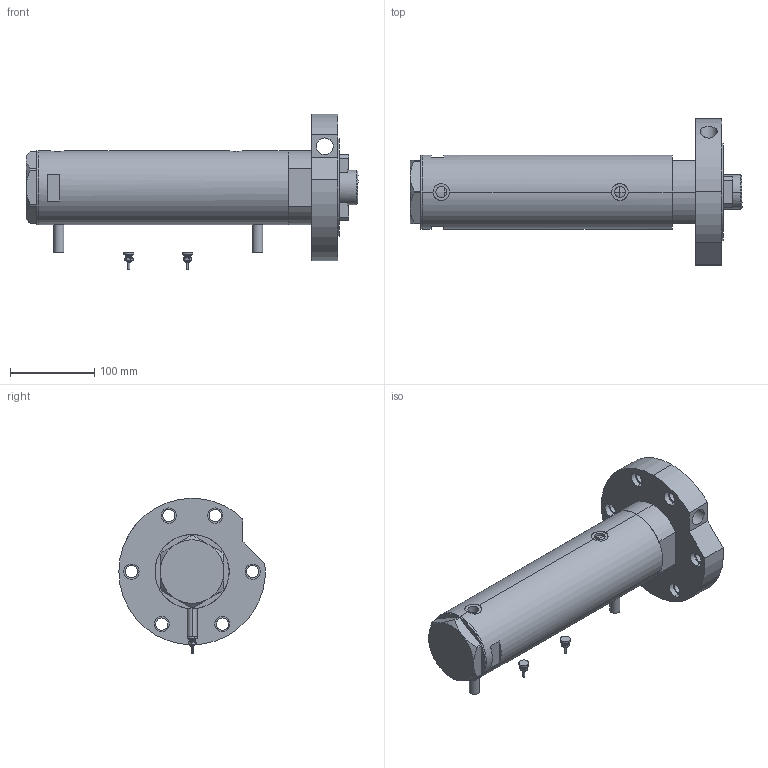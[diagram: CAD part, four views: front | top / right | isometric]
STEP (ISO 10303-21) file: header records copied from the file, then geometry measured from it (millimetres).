
FILE_DESCRIPTION (( 'STEP AP203' ), '1' );
FILE_NAME ('a436.STEP', '2024-03-12T11:35:10', ( '' ), ( '' ), 'SwSTEP 2.0', 'SolidWorks 2019', '' );
FILE_SCHEMA (( 'CONFIG_CONTROL_DESIGN' ));
Length unit declared in the file: millimetre
Products named in the file (8): V270CG_BACK 7ec80bbdba1c6f533b8c2ce31e5cf5d2; a436; Switch 7ec80bbdba1c6f533b8c2ce31e5cf5d2; V270CG_MIDDLE 7ec80bbdba1c6f533b8c2ce31e5cf5d2; V270CG_RF211D 7ec80bbdba1c6f533b8c2ce31e5cf5d2; V270CG_RF211E 7ec80bbdba1c6f533b8c2ce31e5cf5d2; V270CG_FRONT 7ec80bbdba1c6f533b8c2ce31e5cf5d2; V270CG_VC 7ec80bbdba1c6f533b8c2ce31e5cf5d2
Assembly tree (9 placements, depth 2):
  a436
    V270CG_MIDDLE 7ec80bbdba1c6f533b8c2ce31e5cf5d2
    V270CG_BACK 7ec80bbdba1c6f533b8c2ce31e5cf5d2
    V270CG_FRONT 7ec80bbdba1c6f533b8c2ce31e5cf5d2
    V270CG_VC 7ec80bbdba1c6f533b8c2ce31e5cf5d2
    V270CG_RF211D 7ec80bbdba1c6f533b8c2ce31e5cf5d2  x2
    V270CG_RF211E 7ec80bbdba1c6f533b8c2ce31e5cf5d2
    Switch 7ec80bbdba1c6f533b8c2ce31e5cf5d2  x2
Bounding box: 394.3 x 173.83 x 184.5 mm (x, y, z)
Volume: 2571561 mm3; surface area: 367326.2 mm2
Topology: 9 solids, 9 shells, 297 faces, 666 edges, 415 vertices
Faces by surface type: cylinder 118, plane 115, cone 40, torus 24
Entity records: 8258 total; most frequent: CARTESIAN_POINT 2012, DIRECTION 1204, ORIENTED_EDGE 1044, EDGE_CURVE 522, AXIS2_PLACEMENT_3D 499, VERTEX_POINT 327, EDGE_LOOP 281, CIRCLE 256
